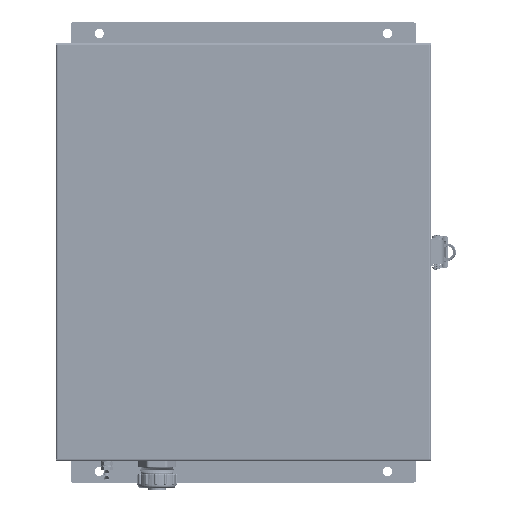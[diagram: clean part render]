
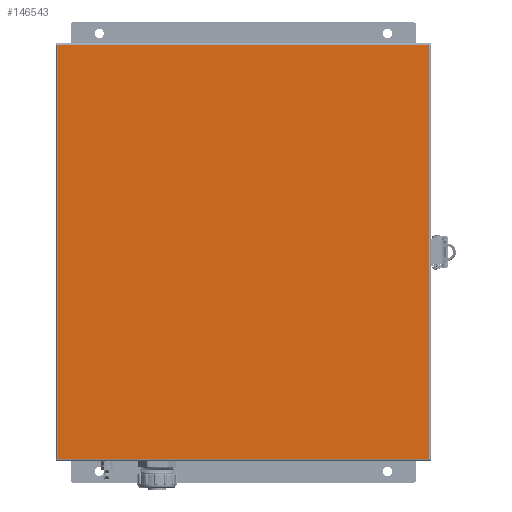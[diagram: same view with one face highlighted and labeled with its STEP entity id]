
A CAD part, top view. The second image highlights one B-rep face of the part: STEP entity #146543.
In plain terms, the highlighted planar face has unit normal (0, 0, 1).
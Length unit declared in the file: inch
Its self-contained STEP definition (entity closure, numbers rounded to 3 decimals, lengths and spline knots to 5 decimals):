
#10472 = AXIS2_PLACEMENT_3D ( 'NONE', #73530, #108392, #41085 ) ;
#22128 = DIRECTION ( 'NONE',  ( 0., -1., 0. ) ) ;
#28425 = PLANE ( 'NONE',  #10472 ) ;
#32103 = LINE ( 'NONE', #39825, #117137 ) ;
#36161 = CARTESIAN_POINT ( 'NONE',  ( -6.435, 7.185, 0. ) ) ;
#36601 = ORIENTED_EDGE ( 'NONE', *, *, #43901, .F. ) ;
#37134 = DIRECTION ( 'NONE',  ( 0., 1., 0. ) ) ;
#39825 = CARTESIAN_POINT ( 'NONE',  ( 6.5, 7.185, 0. ) ) ;
#41085 = DIRECTION ( 'NONE',  ( 1., 0., 0. ) ) ;
#43901 = EDGE_CURVE ( 'NONE', #59324, #102014, #100914, .T. ) ;
#46846 = EDGE_LOOP ( 'NONE', ( #59292, #91347, #105056, #36601 ) ) ;
#54087 = DIRECTION ( 'NONE',  ( -1., 0., 0. ) ) ;
#59292 = ORIENTED_EDGE ( 'NONE', *, *, #137386, .F. ) ;
#59324 = VERTEX_POINT ( 'NONE', #117973 ) ;
#68704 = CARTESIAN_POINT ( 'NONE',  ( 6.435, -7.185, 0. ) ) ;
#72753 = DIRECTION ( 'NONE',  ( 1., 0., 0. ) ) ;
#73530 = CARTESIAN_POINT ( 'NONE',  ( 0., 0., 0. ) ) ;
#75401 = CARTESIAN_POINT ( 'NONE',  ( -6.5, -7.185, 0. ) ) ;
#80800 = VECTOR ( 'NONE', #54087, 39.37008 ) ;
#84526 = VERTEX_POINT ( 'NONE', #89323 ) ;
#89323 = CARTESIAN_POINT ( 'NONE',  ( 6.435, 7.185, 0. ) ) ;
#91347 = ORIENTED_EDGE ( 'NONE', *, *, #97613, .F. ) ;
#92888 = FACE_OUTER_BOUND ( 'NONE', #46846, .T. ) ;
#93654 = VECTOR ( 'NONE', #37134, 39.37008 ) ;
#97613 = EDGE_CURVE ( 'NONE', #84526, #135943, #149466, .T. ) ;
#100914 = LINE ( 'NONE', #36161, #93654 ) ;
#102014 = VERTEX_POINT ( 'NONE', #105263 ) ;
#105056 = ORIENTED_EDGE ( 'NONE', *, *, #149130, .F. ) ;
#105263 = CARTESIAN_POINT ( 'NONE',  ( -6.435, 7.185, 0. ) ) ;
#108392 = DIRECTION ( 'NONE',  ( 0., 0., 1. ) ) ;
#117137 = VECTOR ( 'NONE', #72753, 39.37008 ) ;
#117973 = CARTESIAN_POINT ( 'NONE',  ( -6.435, -7.185, 0. ) ) ;
#118781 = LINE ( 'NONE', #75401, #80800 ) ;
#128826 = CARTESIAN_POINT ( 'NONE',  ( 6.435, -7.185, 0. ) ) ;
#131441 = VECTOR ( 'NONE', #22128, 39.37008 ) ;
#135943 = VERTEX_POINT ( 'NONE', #128826 ) ;
#137386 = EDGE_CURVE ( 'NONE', #135943, #59324, #118781, .T. ) ;
#146543 = ADVANCED_FACE ( 'NONE', ( #92888 ), #28425, .T. ) ;
#149130 = EDGE_CURVE ( 'NONE', #102014, #84526, #32103, .T. ) ;
#149466 = LINE ( 'NONE', #68704, #131441 ) ;
